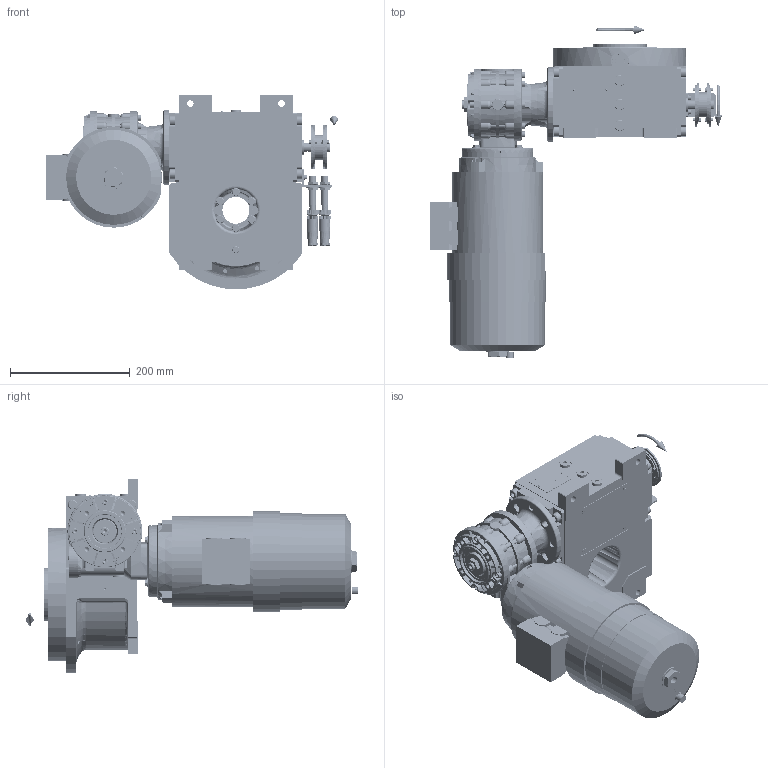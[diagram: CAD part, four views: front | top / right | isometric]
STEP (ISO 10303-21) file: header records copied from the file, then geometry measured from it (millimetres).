
FILE_DESCRIPTION (( 'STEP AP203' ), '1' );
FILE_NAME ('PC5201934.step', '2026-03-16T08:42:30', ( '' ), ( '' ), 'SwSTEP 2.0', 'SolidWorks 2020', '' );
FILE_SCHEMA (( 'CONFIG_CONTROL_DESIGN' ));
Length unit declared in the file: millimetre
Products named in the file (91): cfn2077_01_018; cfn2000_01_124; 900_38_30_003; AS_900_38_30_003; cfn2128_04_004; 900_00_00_005; cfn2003_01_054; CFN2000_01_185^RIG06_005_ASM_rig06_071_06_m_asm(2)_rig06_071_06_m_asm.stp; AS_rig06_002_bl_001; rig06_017; cfn2000_01_126; AS_rig06_004; cfn2000_01_184; rig06_003_6; cfn2000_01_103; cfn2400_04_024; CFN2356_03_047^rig06_071_06_m_asm(2)_rig06_071_06_m_asm.stp; cfn2158_01_011; CFN2104_02_017^RIG06_005_ASM_rig06_071_06_m_asm(2)_rig06_071_06_m_asm.stp; cfn2155_01_303; rig06_002_bl_001; cfn2055_01_002; cfn2104_01_016; cfn2151_01_109; AS_rig06_071_6_m; CFN2223_01-570X6-B^rig06_071_06_m_asm(2)_rig06_071_06_m_asm.stp; cfn2276_01_074; cfn2115_02_165; rig06_007_master; cfn2205_01_013; rig06_016; cfn2401_02_005; rig06_004; rig06_001_a; cfn2476_01_002_60x46; RMI50_F1_LCB_SX_80B14; cfn2151_01_090; cfn2107_01_001; cfn2115_01_005; CFN2010_01_012^rig06_071_06_m_asm(2)_rig06_071_06_m_asm.stp ...
Assembly tree (87 placements, depth 5):
  cfn2077_01_018
  CFN2356_03_047^rig06_071_06_m_asm(2)_rig06_071_06_m_asm.stp
  cfn2151_01_109
  CFN2223_01-570X6-B^rig06_071_06_m_asm(2)_rig06_071_06_m_asm.stp
  cfn2276_01_074
Bounding box: 487.5 x 553.88 x 325 mm (x, y, z)
Volume: 9754493.1 mm3; surface area: 1252156.5 mm2
Topology: 75 solids, 75 shells, 6117 faces, 15576 edges, 9878 vertices
Faces by surface type: plane 2773, cylinder 2067, cone 1064, torus 187, bspline 20, sphere 6
Entity records: 175849 total; most frequent: CARTESIAN_POINT 47755, DIRECTION 24759, ORIENTED_EDGE 24744, EDGE_CURVE 12372, AXIS2_PLACEMENT_3D 9121, VERTEX_POINT 7932, LINE 6517, VECTOR 6517
